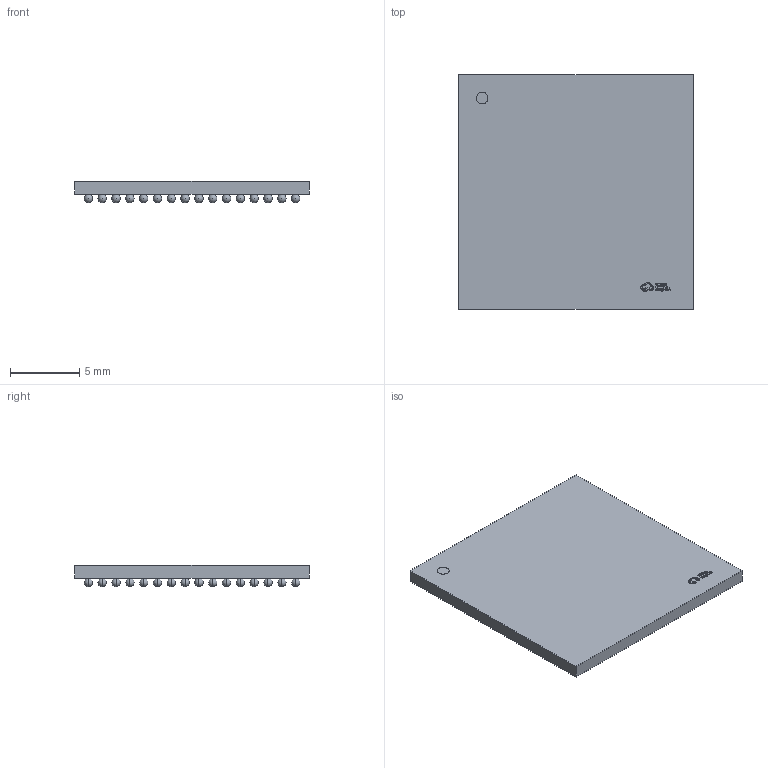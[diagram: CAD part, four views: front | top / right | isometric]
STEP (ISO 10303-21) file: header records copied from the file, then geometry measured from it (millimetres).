
FILE_DESCRIPTION (( 'STEP AP214' ), '1' );
FILE_NAME ('FTBGA-256_L17.0-W17.0-R16-C16-P1.00-TL.step', '2024-04-22T01:33:02', ( '' ), ( '' ), 'SwSTEP 2.0', 'SolidWorks 2020', '' );
FILE_SCHEMA (( 'AUTOMOTIVE_DESIGN' ));
Length unit declared in the file: millimetre
Products named in the file (1): FTBGA-256_L17.0-W17.0-R16-C16-P1.00-TL
Bounding box: 16.99 x 16.99 x 1.55 mm (x, y, z)
Volume: 301.8 mm3; surface area: 941.4 mm2
Topology: 258 solids, 258 shells, 749 faces, 2431 edges, 1706 vertices
Faces by surface type: sphere 512, plane 135, bspline 98, cylinder 4
Entity records: 22911 total; most frequent: CARTESIAN_POINT 4145, DIRECTION 2775, ORIENTED_EDGE 2302, AXIS2_PLACEMENT_3D 1172, EDGE_CURVE 1151, VERTEX_POINT 938, EDGE_LOOP 769, ADVANCED_FACE 749
